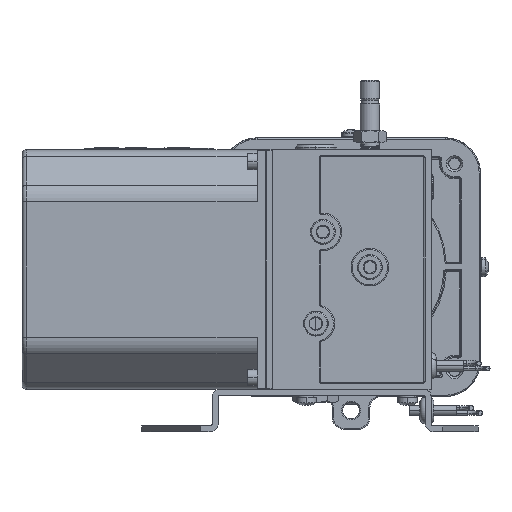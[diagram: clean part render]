
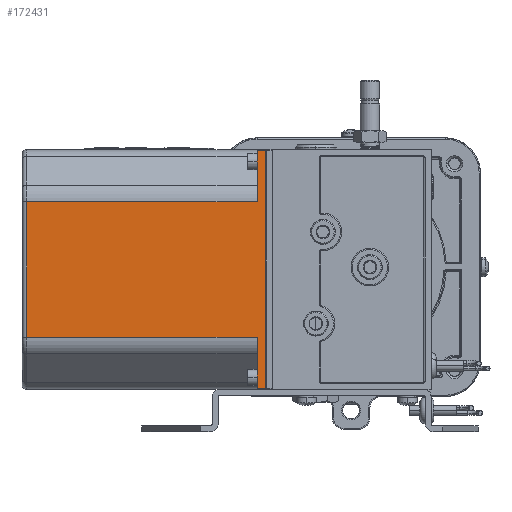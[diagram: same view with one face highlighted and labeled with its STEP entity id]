
A CAD part, front view. The second image highlights one B-rep face of the part: STEP entity #172431.
In plain terms, the highlighted planar face has unit normal (0, -1, 0).
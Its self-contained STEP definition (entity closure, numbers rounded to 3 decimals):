
#1962 = CARTESIAN_POINT ( 'NONE',  ( -74., 0., -0.5 ) ) ;
#4765 = CARTESIAN_POINT ( 'NONE',  ( -174., 0., -101.5 ) ) ;
#8087 = ORIENTED_EDGE ( 'NONE', *, *, #152741, .T. ) ;
#8658 = DIRECTION ( 'NONE',  ( -1., 0., 0. ) ) ;
#8964 = LINE ( 'NONE', #86084, #31954 ) ;
#9133 = CARTESIAN_POINT ( 'NONE',  ( -70.5, 0., -101.5 ) ) ;
#9830 = VECTOR ( 'NONE', #62754, 1000. ) ;
#12631 = DIRECTION ( 'NONE',  ( 0., 0., -1. ) ) ;
#13080 = VERTEX_POINT ( 'NONE', #30269 ) ;
#13300 = VERTEX_POINT ( 'NONE', #9133 ) ;
#15045 = DIRECTION ( 'NONE',  ( 0., 0., -1. ) ) ;
#17055 = CARTESIAN_POINT ( 'NONE',  ( -74., 0., -22.142 ) ) ;
#19871 = EDGE_CURVE ( 'NONE', #114354, #13080, #8964, .T. ) ;
#20448 = CARTESIAN_POINT ( 'NONE',  ( -70.5, 0., -79.858 ) ) ;
#25218 = ORIENTED_EDGE ( 'NONE', *, *, #70281, .T. ) ;
#28183 = CARTESIAN_POINT ( 'NONE',  ( -70.5, 0., -0.5 ) ) ;
#30269 = CARTESIAN_POINT ( 'NONE',  ( -172., 0., -79.858 ) ) ;
#31954 = VECTOR ( 'NONE', #154112, 1000. ) ;
#34716 = AXIS2_PLACEMENT_3D ( 'NONE', #79658, #173492, #15045 ) ;
#37591 = EDGE_CURVE ( 'NONE', #13080, #72136, #72433, .T. ) ;
#39522 = EDGE_LOOP ( 'NONE', ( #70375, #25218, #119174, #8087, #69768, #110735, #84938, #65757 ) ) ;
#47544 = LINE ( 'NONE', #147521, #127358 ) ;
#50155 = VECTOR ( 'NONE', #8658, 1000. ) ;
#53752 = PLANE ( 'NONE',  #34716 ) ;
#54387 = LINE ( 'NONE', #142975, #50155 ) ;
#54775 = VERTEX_POINT ( 'NONE', #76800 ) ;
#57883 = EDGE_CURVE ( 'NONE', #128190, #120447, #153076, .T. ) ;
#58498 = LINE ( 'NONE', #112855, #167811 ) ;
#60062 = LINE ( 'NONE', #4765, #9830 ) ;
#62754 = DIRECTION ( 'NONE',  ( 1., 0., 0. ) ) ;
#64889 = CARTESIAN_POINT ( 'NONE',  ( -74., 0., -102. ) ) ;
#65757 = ORIENTED_EDGE ( 'NONE', *, *, #37591, .T. ) ;
#66213 = VECTOR ( 'NONE', #100918, 1000. ) ;
#69768 = ORIENTED_EDGE ( 'NONE', *, *, #57883, .T. ) ;
#69847 = VECTOR ( 'NONE', #121802, 1000. ) ;
#70281 = EDGE_CURVE ( 'NONE', #54775, #13300, #60062, .T. ) ;
#70375 = ORIENTED_EDGE ( 'NONE', *, *, #158807, .T. ) ;
#70719 = CARTESIAN_POINT ( 'NONE',  ( -70.5, 0., -102. ) ) ;
#72136 = VERTEX_POINT ( 'NONE', #96959 ) ;
#72433 = LINE ( 'NONE', #20448, #66213 ) ;
#76800 = CARTESIAN_POINT ( 'NONE',  ( -74., 0., -101.5 ) ) ;
#77848 = DIRECTION ( 'NONE',  ( 0., 0., -1. ) ) ;
#79658 = CARTESIAN_POINT ( 'NONE',  ( -174., 0., -102. ) ) ;
#84938 = ORIENTED_EDGE ( 'NONE', *, *, #19871, .T. ) ;
#86084 = CARTESIAN_POINT ( 'NONE',  ( -172., 0., -79.858 ) ) ;
#94913 = CARTESIAN_POINT ( 'NONE',  ( -172., 0., -22.142 ) ) ;
#95204 = LINE ( 'NONE', #70719, #69847 ) ;
#96959 = CARTESIAN_POINT ( 'NONE',  ( -74., 0., -79.858 ) ) ;
#100918 = DIRECTION ( 'NONE',  ( 1., 0., 0. ) ) ;
#102367 = FACE_OUTER_BOUND ( 'NONE', #39522, .T. ) ;
#105832 = VERTEX_POINT ( 'NONE', #28183 ) ;
#107018 = VECTOR ( 'NONE', #77848, 1000. ) ;
#107400 = EDGE_CURVE ( 'NONE', #120447, #114354, #58498, .T. ) ;
#110735 = ORIENTED_EDGE ( 'NONE', *, *, #107400, .T. ) ;
#112305 = DIRECTION ( 'NONE',  ( -1., 0., 0. ) ) ;
#112855 = CARTESIAN_POINT ( 'NONE',  ( -174., 0., -22.142 ) ) ;
#114354 = VERTEX_POINT ( 'NONE', #94913 ) ;
#119174 = ORIENTED_EDGE ( 'NONE', *, *, #161214, .T. ) ;
#120447 = VERTEX_POINT ( 'NONE', #17055 ) ;
#121802 = DIRECTION ( 'NONE',  ( 0., 0., 1. ) ) ;
#127358 = VECTOR ( 'NONE', #12631, 1000. ) ;
#128190 = VERTEX_POINT ( 'NONE', #1962 ) ;
#142975 = CARTESIAN_POINT ( 'NONE',  ( -174., 0., -0.5 ) ) ;
#147521 = CARTESIAN_POINT ( 'NONE',  ( -74., 0., -102. ) ) ;
#152741 = EDGE_CURVE ( 'NONE', #105832, #128190, #54387, .T. ) ;
#153076 = LINE ( 'NONE', #64889, #107018 ) ;
#154112 = DIRECTION ( 'NONE',  ( 0., 0., -1. ) ) ;
#158807 = EDGE_CURVE ( 'NONE', #72136, #54775, #47544, .T. ) ;
#161214 = EDGE_CURVE ( 'NONE', #13300, #105832, #95204, .T. ) ;
#167811 = VECTOR ( 'NONE', #112305, 1000. ) ;
#172431 = ADVANCED_FACE ( 'NONE', ( #102367 ), #53752, .F. ) ;
#173492 = DIRECTION ( 'NONE',  ( 0., 1., 0. ) ) ;
